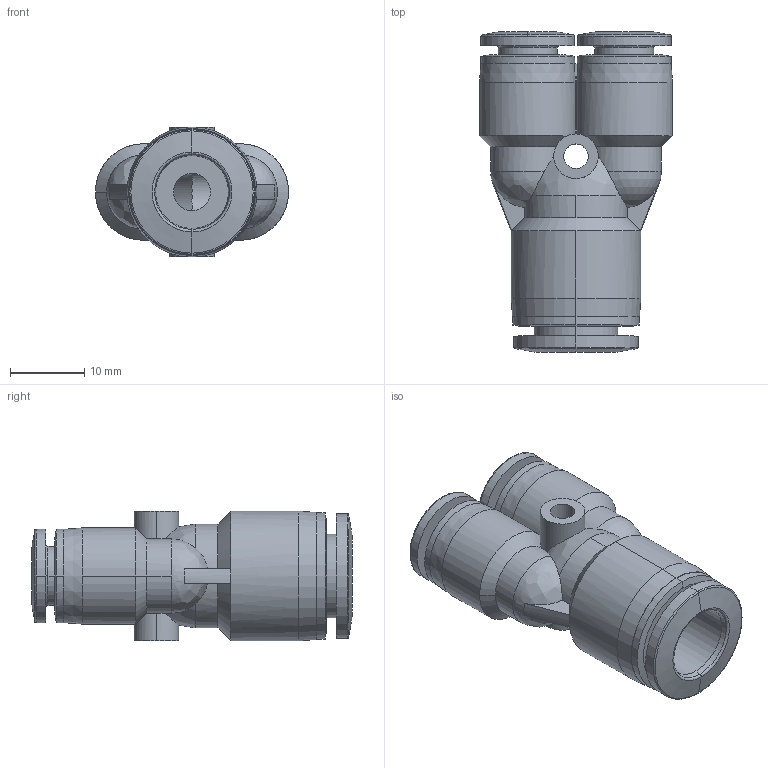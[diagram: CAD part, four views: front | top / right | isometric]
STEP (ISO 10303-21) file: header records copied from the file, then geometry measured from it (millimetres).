
FILE_DESCRIPTION (( 'STEP AP214' ), '1' );
FILE_NAME ('URY38-14.step', '2016-02-24T20:49:15', ( '' ), ( '' ), 'SwSTEP 2.0', 'SolidWorks 2015', '' );
FILE_SCHEMA (( 'AUTOMOTIVE_DESIGN' ));
Length unit declared in the file: inch
Products named in the file (1): URY38-14
Bounding box: 26 x 43.2 x 17.5 mm (x, y, z)
Volume: 6791.5 mm3; surface area: 5481.7 mm2
Topology: 1 solids, 1 shells, 115 faces, 280 edges, 172 vertices
Faces by surface type: cylinder 41, cone 29, plane 19, bspline 17, torus 8, sphere 1
Entity records: 5664 total; most frequent: CARTESIAN_POINT 1477, DIRECTION 570, ORIENTED_EDGE 558, EDGE_CURVE 279, AXIS2_PLACEMENT_3D 249, VERTEX_POINT 172, CIRCLE 150, EDGE_LOOP 127
